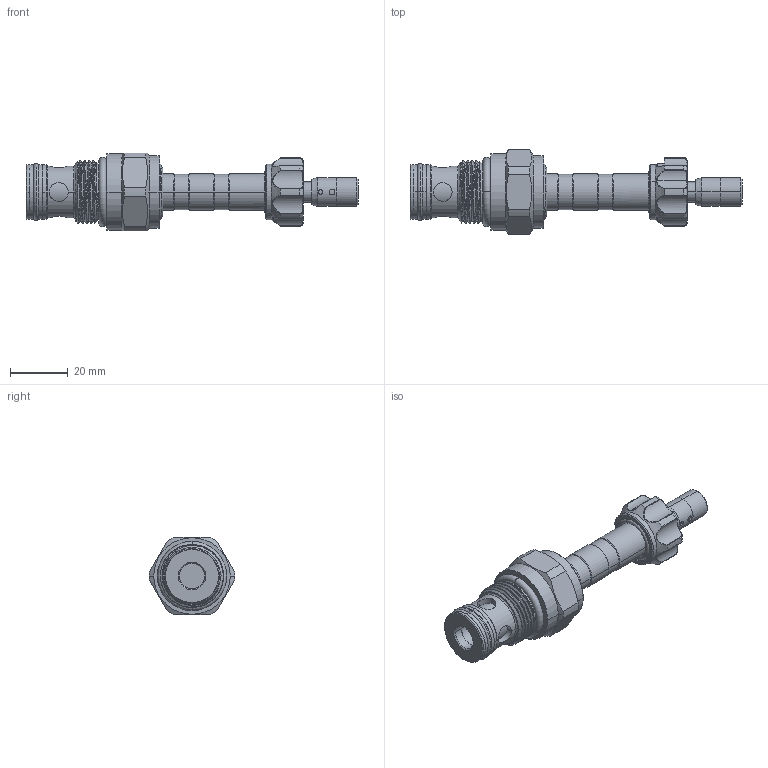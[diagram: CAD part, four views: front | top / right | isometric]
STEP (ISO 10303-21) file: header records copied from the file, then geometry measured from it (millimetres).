
FILE_DESCRIPTION (( 'STEP AP203' ), '1' );
FILE_NAME ('EP22M2A32T05.STEP', '2020-05-13T01:09:28', ( '' ), ( '' ), 'SwSTEP 2.0', 'SolidWorks 2018', '' );
FILE_SCHEMA (( 'CONFIG_CONTROL_DESIGN' ));
Length unit declared in the file: millimetre
Products named in the file (1): EP22M2A32T05
Bounding box: 115.1 x 29.6 x 27 mm (x, y, z)
Volume: 28872.9 mm3; surface area: 10366.9 mm2
Topology: 4 solids, 4 shells, 287 faces, 677 edges, 415 vertices
Faces by surface type: cylinder 140, torus 39, cone 39, bspline 38, plane 31
Entity records: 13144 total; most frequent: CARTESIAN_POINT 6792, ORIENTED_EDGE 1346, DIRECTION 1284, EDGE_CURVE 673, AXIS2_PLACEMENT_3D 552, VERTEX_POINT 413, EDGE_LOOP 314, CIRCLE 302
